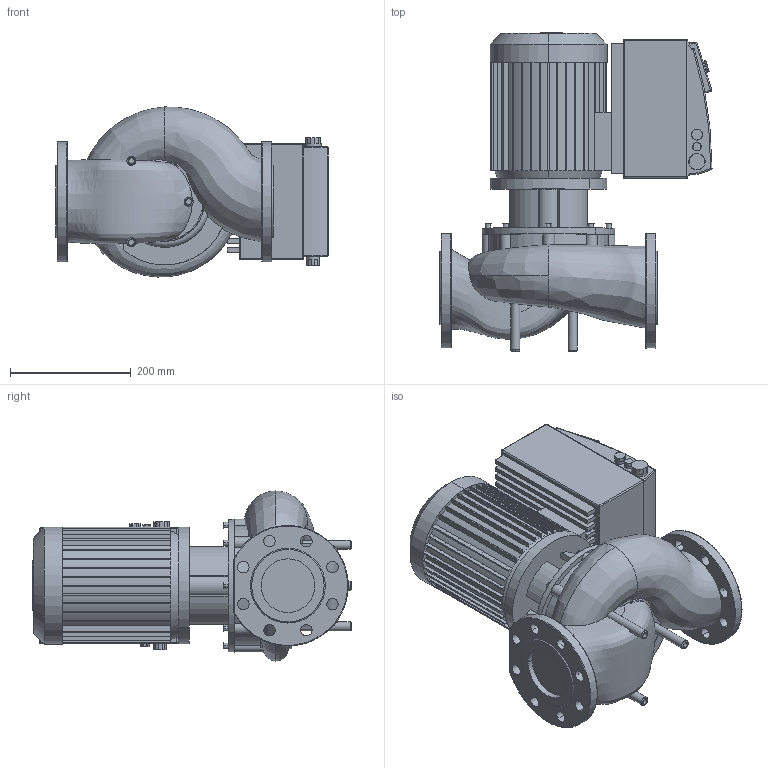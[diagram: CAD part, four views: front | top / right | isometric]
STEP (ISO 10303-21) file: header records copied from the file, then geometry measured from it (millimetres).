
FILE_DESCRIPTION((''),'2;1');
FILE_NAME('3d_IP-E80_105-3_2-R1-2158892.stp','2016-07-18T09:17:52',(''),(''),'Mechanical Desktop 2009','Mechanical Desktop 2009',', , ');
FILE_SCHEMA(('CONFIG_CONTROL_DESIGN'));
Length unit declared in the file: millimetre
Products named in the file (1): Product
Bounding box: 451 x 528.03 x 281.98 mm (x, y, z)
Volume: 24121230.4 mm3; surface area: 1264059.2 mm2
Topology: 12 solids, 12 shells, 787 faces, 2020 edges, 1284 vertices
Faces by surface type: plane 434, cylinder 183, bspline 124, sphere 22, torus 18, cone 6
Full cylindrical faces by diameter (mm): 15 x3
Entity records: 32626 total; most frequent: CARTESIAN_POINT 13510, ORIENTED_EDGE 3996, DIRECTION 3881, EDGE_CURVE 1998, AXIS2_PLACEMENT_3D 1320, VERTEX_POINT 1282, VECTOR 1241, LINE 1241
